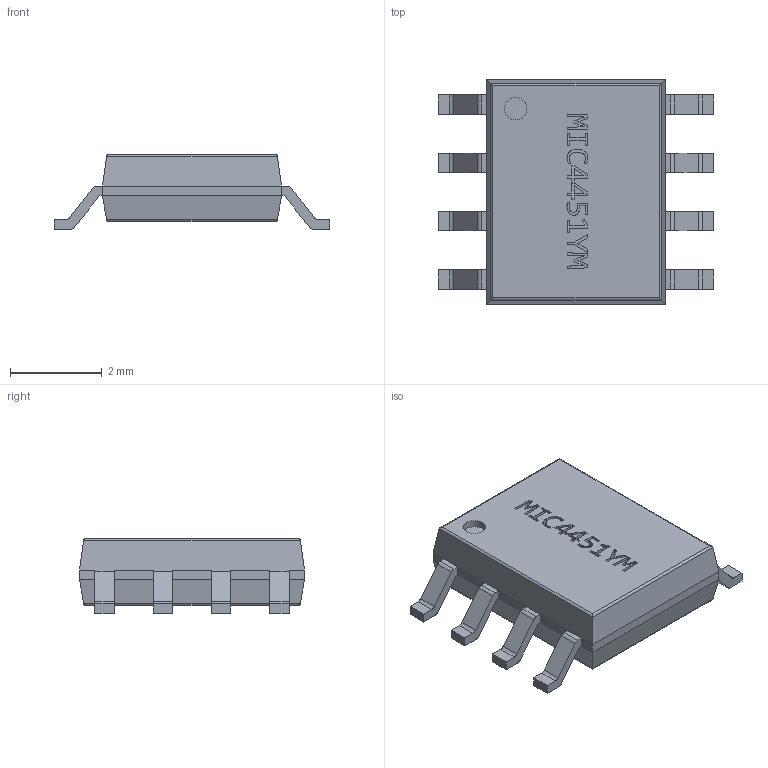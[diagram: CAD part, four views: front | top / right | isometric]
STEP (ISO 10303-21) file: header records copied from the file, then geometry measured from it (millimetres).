
FILE_DESCRIPTION(('FreeCAD Model'),'2;1');
FILE_NAME('378512.1.1.stp','2017-09-08T02:01:11',( 'Author'),(''),'Open CASCADE STEP processor 6.8','FreeCAD','Unknown' );
FILE_SCHEMA(('AUTOMOTIVE_DESIGN_CC2 { 1 2 10303 214 -1 1 5 4 }'));
Length unit declared in the file: millimetre
Products named in the file (3): ASSEMBLY; Body; PinsArrayLR
Assembly tree (2 placements, depth 2):
  ASSEMBLY
    Body
    PinsArrayLR
Bounding box: 6 x 4.9 x 1.63 mm (x, y, z)
Volume: 27.6 mm3; surface area: 78.6 mm2
Topology: 9 solids, 9 shells, 288 faces, 758 edges, 500 vertices
Faces by surface type: plane 216, extrusion 39, cylinder 33
Full cylindrical faces by diameter (mm): 0.487 x1
Entity records: 18929 total; most frequent: CARTESIAN_POINT 3745, DIRECTION 2661, VECTOR 2015, LINE 1976, ORIENTED_EDGE 1516, PCURVE 1516, DEFINITIONAL_REPRESENTATION 1516, EDGE_CURVE 758
